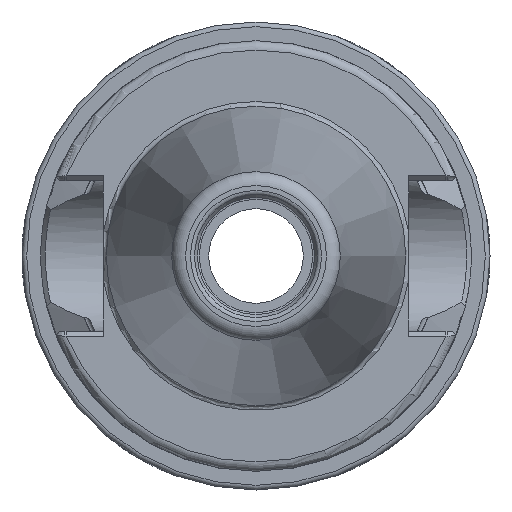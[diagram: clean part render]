
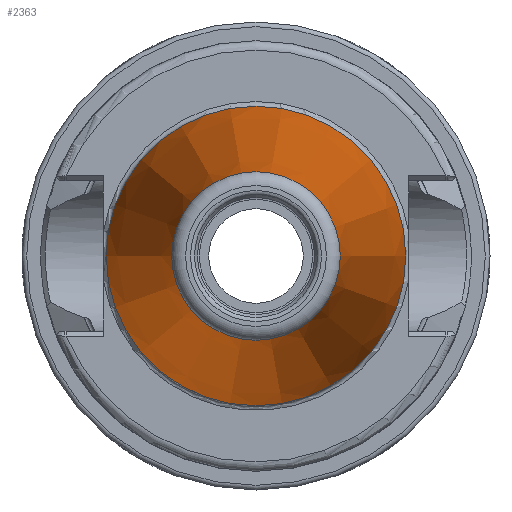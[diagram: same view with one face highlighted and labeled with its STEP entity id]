
A CAD part, left-side view. The second image highlights one B-rep face of the part: STEP entity #2363.
In plain terms, the highlighted conical face has half-angle 8.297 degrees and reference radius 12.502 mm.
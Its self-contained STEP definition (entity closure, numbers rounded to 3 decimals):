
#63=CONICAL_SURFACE('',#2608,12.502,0.145);
#281=FACE_OUTER_BOUND('',#413,.T.);
#413=EDGE_LOOP('',(#1963,#1964,#1965,#1966,#1967,#1968,#1969));
#534=LINE('',#4569,#656);
#656=VECTOR('',#3138,12.502);
#820=CIRCLE('',#2604,9.004);
#821=CIRCLE('',#2605,9.004);
#822=CIRCLE('',#2606,9.004);
#824=CIRCLE('',#2609,15.999);
#825=CIRCLE('',#2610,15.999);
#1039=VERTEX_POINT('',#4557);
#1040=VERTEX_POINT('',#4558);
#1041=VERTEX_POINT('',#4560);
#1042=VERTEX_POINT('',#4565);
#1043=VERTEX_POINT('',#4566);
#1368=EDGE_CURVE('',#1039,#1040,#820,.T.);
#1369=EDGE_CURVE('',#1041,#1039,#821,.T.);
#1370=EDGE_CURVE('',#1040,#1041,#822,.T.);
#1372=EDGE_CURVE('',#1042,#1043,#824,.T.);
#1373=EDGE_CURVE('',#1043,#1042,#825,.T.);
#1374=EDGE_CURVE('',#1043,#1041,#534,.T.);
#1963=ORIENTED_EDGE('',*,*,#1372,.F.);
#1964=ORIENTED_EDGE('',*,*,#1373,.F.);
#1965=ORIENTED_EDGE('',*,*,#1374,.T.);
#1966=ORIENTED_EDGE('',*,*,#1369,.T.);
#1967=ORIENTED_EDGE('',*,*,#1368,.T.);
#1968=ORIENTED_EDGE('',*,*,#1370,.T.);
#1969=ORIENTED_EDGE('',*,*,#1374,.F.);
#2363=ADVANCED_FACE('',(#281),#63,.T.);
#2604=AXIS2_PLACEMENT_3D('',#4559,#3124,#3125);
#2605=AXIS2_PLACEMENT_3D('',#4561,#3126,#3127);
#2606=AXIS2_PLACEMENT_3D('',#4562,#3128,#3129);
#2608=AXIS2_PLACEMENT_3D('',#4564,#3132,#3133);
#2609=AXIS2_PLACEMENT_3D('',#4567,#3134,#3135);
#2610=AXIS2_PLACEMENT_3D('',#4568,#3136,#3137);
#3124=DIRECTION('center_axis',(1.,0.,0.));
#3125=DIRECTION('ref_axis',(0.,0.,-1.));
#3126=DIRECTION('center_axis',(1.,0.,0.));
#3127=DIRECTION('ref_axis',(0.,0.,-1.));
#3128=DIRECTION('center_axis',(1.,0.,0.));
#3129=DIRECTION('ref_axis',(0.,0.,-1.));
#3132=DIRECTION('center_axis',(1.,0.,0.));
#3133=DIRECTION('ref_axis',(0.,1.,0.));
#3134=DIRECTION('center_axis',(1.,0.,0.));
#3135=DIRECTION('ref_axis',(0.,0.,-1.));
#3136=DIRECTION('center_axis',(1.,0.,0.));
#3137=DIRECTION('ref_axis',(0.,0.,-1.));
#3138=DIRECTION('',(-0.99,0.144,0.));
#4557=CARTESIAN_POINT('',(-47.116,9.004,0.));
#4558=CARTESIAN_POINT('',(-47.116,0.,9.004));
#4559=CARTESIAN_POINT('Origin',(-47.116,0.,
0.));
#4560=CARTESIAN_POINT('',(-47.116,-9.004,0.));
#4561=CARTESIAN_POINT('Origin',(-47.116,0.,
0.));
#4562=CARTESIAN_POINT('Origin',(-47.116,0.,
0.));
#4564=CARTESIAN_POINT('Origin',(-23.132,0.,
0.));
#4565=CARTESIAN_POINT('',(0.852,15.999,0.));
#4566=CARTESIAN_POINT('',(0.852,-15.999,0.));
#4567=CARTESIAN_POINT('Origin',(0.852,0.,
0.));
#4568=CARTESIAN_POINT('Origin',(0.852,0.,
0.));
#4569=CARTESIAN_POINT('',(-23.132,-12.502,0.));
